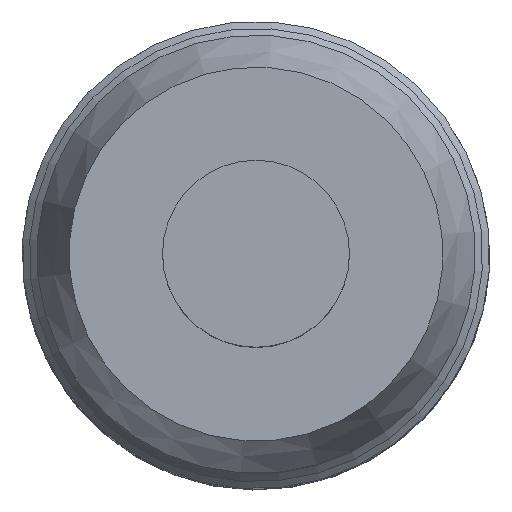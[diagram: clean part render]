
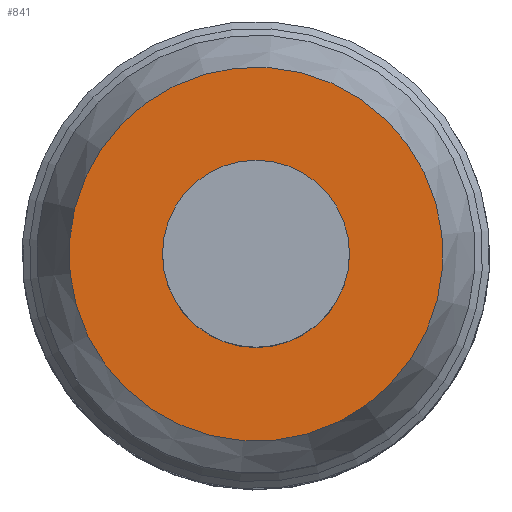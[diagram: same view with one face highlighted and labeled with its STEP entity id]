
A CAD part, top view. The second image highlights one B-rep face of the part: STEP entity #841.
In plain terms, the highlighted planar face has unit normal (0, 0, 1).
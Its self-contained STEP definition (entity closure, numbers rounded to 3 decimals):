
#439=PLANE('',#4990);
#841=ADVANCED_FACE('',(#1707,#1708),#439,.T.);
#1707=FACE_BOUND('',#2038,.T.);
#1708=FACE_BOUND('',#2039,.T.);
#2038=EDGE_LOOP('',(#3298));
#2039=EDGE_LOOP('',(#3299));
#3298=ORIENTED_EDGE('',*,*,#4376,.F.);
#3299=ORIENTED_EDGE('',*,*,#4377,.T.);
#3746=VERTEX_POINT('',#8664);
#3747=VERTEX_POINT('',#8666);
#4376=EDGE_CURVE('',#3746,#3746,#4571,.T.);
#4377=EDGE_CURVE('',#3747,#3747,#4572,.T.);
#4571=CIRCLE('',#4988,2.9);
#4572=CIRCLE('',#4989,5.8);
#4988=AXIS2_PLACEMENT_3D('',#8663,#6180,#6181);
#4989=AXIS2_PLACEMENT_3D('',#8665,#6182,#6183);
#4990=AXIS2_PLACEMENT_3D('',#8667,#6184,#6185);
#6180=DIRECTION('',(0.,0.,1.));
#6181=DIRECTION('',(1.,0.,0.));
#6182=DIRECTION('',(0.,0.,1.));
#6183=DIRECTION('',(-0.07,-0.998,0.));
#6184=DIRECTION('',(0.,0.,1.));
#6185=DIRECTION('',(-0.07,-0.998,0.));
#8663=CARTESIAN_POINT('',(0.,0.,43.9));
#8664=CARTESIAN_POINT('',(2.9,0.,43.9));
#8665=CARTESIAN_POINT('',(0.,0.,43.9));
#8666=CARTESIAN_POINT('',(-0.405,-5.786,43.9));
#8667=CARTESIAN_POINT('',(0.,0.,43.9));
